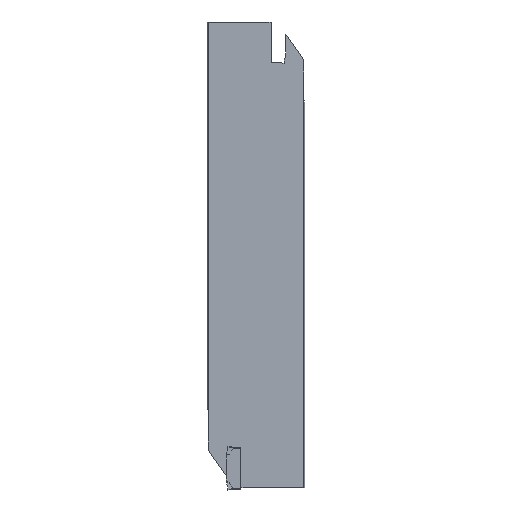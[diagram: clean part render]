
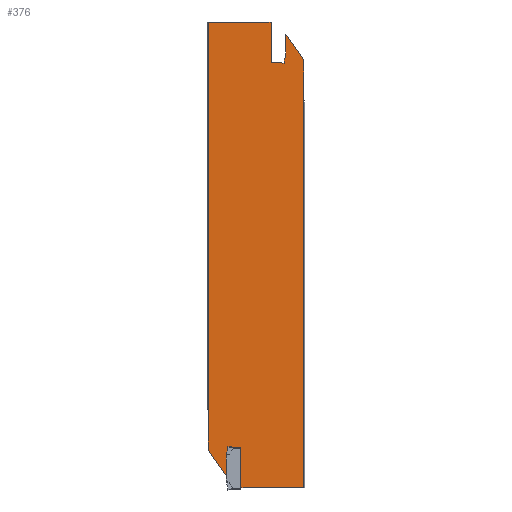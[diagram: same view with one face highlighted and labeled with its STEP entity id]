
A CAD part, left-side view. The second image highlights one B-rep face of the part: STEP entity #376.
In plain terms, the highlighted planar face has unit normal (-1, 0, 0).
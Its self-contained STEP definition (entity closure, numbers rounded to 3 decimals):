
#321=CIRCLE('',#1823,0.5);
#322=CIRCLE('',#1824,13.);
#323=CIRCLE('',#1825,0.5);
#324=CIRCLE('',#1826,13.);
#376=ADVANCED_FACE('',(#504),#432,.F.);
#432=PLANE('',#1827);
#504=FACE_OUTER_BOUND('',#582,.T.);
#582=EDGE_LOOP('',(#919,#920,#921,#922,#923,#924,#925,#926,#927,#928,#929,
#930,#931,#932,#933,#934,#935,#936,#937,#938,#939,#940,#941,#942,#943,#944));
#919=ORIENTED_EDGE('',*,*,#1371,.F.);
#920=ORIENTED_EDGE('',*,*,#1372,.T.);
#921=ORIENTED_EDGE('',*,*,#1373,.T.);
#922=ORIENTED_EDGE('',*,*,#1374,.T.);
#923=ORIENTED_EDGE('',*,*,#1375,.T.);
#924=ORIENTED_EDGE('',*,*,#1376,.T.);
#925=ORIENTED_EDGE('',*,*,#1377,.T.);
#926=ORIENTED_EDGE('',*,*,#1378,.T.);
#927=ORIENTED_EDGE('',*,*,#1379,.T.);
#928=ORIENTED_EDGE('',*,*,#1370,.F.);
#929=ORIENTED_EDGE('',*,*,#1380,.T.);
#930=ORIENTED_EDGE('',*,*,#1381,.F.);
#931=ORIENTED_EDGE('',*,*,#1382,.F.);
#932=ORIENTED_EDGE('',*,*,#1383,.T.);
#933=ORIENTED_EDGE('',*,*,#1384,.T.);
#934=ORIENTED_EDGE('',*,*,#1385,.T.);
#935=ORIENTED_EDGE('',*,*,#1386,.T.);
#936=ORIENTED_EDGE('',*,*,#1387,.T.);
#937=ORIENTED_EDGE('',*,*,#1388,.T.);
#938=ORIENTED_EDGE('',*,*,#1389,.T.);
#939=ORIENTED_EDGE('',*,*,#1390,.T.);
#940=ORIENTED_EDGE('',*,*,#1391,.T.);
#941=ORIENTED_EDGE('',*,*,#1392,.F.);
#942=ORIENTED_EDGE('',*,*,#1393,.F.);
#943=ORIENTED_EDGE('',*,*,#1394,.F.);
#944=ORIENTED_EDGE('',*,*,#1395,.F.);
#1184=VERTEX_POINT('',#2839);
#1186=VERTEX_POINT('',#2843);
#1187=VERTEX_POINT('',#2847);
#1188=VERTEX_POINT('',#2848);
#1189=VERTEX_POINT('',#2850);
#1190=VERTEX_POINT('',#2852);
#1191=VERTEX_POINT('',#2854);
#1192=VERTEX_POINT('',#2856);
#1193=VERTEX_POINT('',#2858);
#1194=VERTEX_POINT('',#2860);
#1195=VERTEX_POINT('',#2862);
#1196=VERTEX_POINT('',#2865);
#1197=VERTEX_POINT('',#2867);
#1198=VERTEX_POINT('',#2869);
#1199=VERTEX_POINT('',#2871);
#1200=VERTEX_POINT('',#2873);
#1201=VERTEX_POINT('',#2875);
#1202=VERTEX_POINT('',#2877);
#1203=VERTEX_POINT('',#2879);
#1204=VERTEX_POINT('',#2881);
#1205=VERTEX_POINT('',#2883);
#1206=VERTEX_POINT('',#2885);
#1207=VERTEX_POINT('',#2887);
#1208=VERTEX_POINT('',#2889);
#1209=VERTEX_POINT('',#2891);
#1210=VERTEX_POINT('',#2893);
#1370=EDGE_CURVE('',#1186,#1184,#1542,.T.);
#1371=EDGE_CURVE('',#1187,#1188,#1543,.T.);
#1372=EDGE_CURVE('',#1187,#1189,#1544,.T.);
#1373=EDGE_CURVE('',#1189,#1190,#321,.T.);
#1374=EDGE_CURVE('',#1190,#1191,#1545,.T.);
#1375=EDGE_CURVE('',#1191,#1192,#1546,.T.);
#1376=EDGE_CURVE('',#1192,#1193,#1547,.T.);
#1377=EDGE_CURVE('',#1193,#1194,#1548,.T.);
#1378=EDGE_CURVE('',#1194,#1195,#1549,.T.);
#1379=EDGE_CURVE('',#1195,#1184,#1550,.T.);
#1380=EDGE_CURVE('',#1186,#1196,#1551,.T.);
#1381=EDGE_CURVE('',#1197,#1196,#322,.T.);
#1382=EDGE_CURVE('',#1198,#1197,#1552,.T.);
#1383=EDGE_CURVE('',#1198,#1199,#1553,.T.);
#1384=EDGE_CURVE('',#1199,#1200,#1554,.T.);
#1385=EDGE_CURVE('',#1200,#1201,#323,.T.);
#1386=EDGE_CURVE('',#1201,#1202,#1555,.T.);
#1387=EDGE_CURVE('',#1202,#1203,#1556,.T.);
#1388=EDGE_CURVE('',#1203,#1204,#1557,.T.);
#1389=EDGE_CURVE('',#1204,#1205,#1558,.T.);
#1390=EDGE_CURVE('',#1205,#1206,#1559,.T.);
#1391=EDGE_CURVE('',#1206,#1207,#1560,.T.);
#1392=EDGE_CURVE('',#1208,#1207,#1561,.T.);
#1393=EDGE_CURVE('',#1209,#1208,#1562,.T.);
#1394=EDGE_CURVE('',#1210,#1209,#324,.T.);
#1395=EDGE_CURVE('',#1188,#1210,#1563,.T.);
#1542=LINE('',#2844,#1714);
#1543=LINE('',#2846,#1715);
#1544=LINE('',#2849,#1716);
#1545=LINE('',#2853,#1717);
#1546=LINE('',#2855,#1718);
#1547=LINE('',#2857,#1719);
#1548=LINE('',#2859,#1720);
#1549=LINE('',#2861,#1721);
#1550=LINE('',#2863,#1722);
#1551=LINE('',#2864,#1723);
#1552=LINE('',#2868,#1724);
#1553=LINE('',#2870,#1725);
#1554=LINE('',#2872,#1726);
#1555=LINE('',#2876,#1727);
#1556=LINE('',#2878,#1728);
#1557=LINE('',#2880,#1729);
#1558=LINE('',#2882,#1730);
#1559=LINE('',#2884,#1731);
#1560=LINE('',#2886,#1732);
#1561=LINE('',#2888,#1733);
#1562=LINE('',#2890,#1734);
#1563=LINE('',#2894,#1735);
#1714=VECTOR('',#2035,1.);
#1715=VECTOR('',#2038,1.);
#1716=VECTOR('',#2039,1.);
#1717=VECTOR('',#2042,1.);
#1718=VECTOR('',#2043,1.);
#1719=VECTOR('',#2044,1.);
#1720=VECTOR('',#2045,1.);
#1721=VECTOR('',#2046,1.);
#1722=VECTOR('',#2047,1.);
#1723=VECTOR('',#2048,1.);
#1724=VECTOR('',#2051,1.);
#1725=VECTOR('',#2052,1.);
#1726=VECTOR('',#2053,1.);
#1727=VECTOR('',#2056,1.);
#1728=VECTOR('',#2057,1.);
#1729=VECTOR('',#2058,1.);
#1730=VECTOR('',#2059,1.);
#1731=VECTOR('',#2060,1.);
#1732=VECTOR('',#2061,1.);
#1733=VECTOR('',#2062,1.);
#1734=VECTOR('',#2063,1.);
#1735=VECTOR('',#2066,1.);
#1823=AXIS2_PLACEMENT_3D('',#2851,#2040,#2041);
#1824=AXIS2_PLACEMENT_3D('',#2866,#2049,#2050);
#1825=AXIS2_PLACEMENT_3D('',#2874,#2054,#2055);
#1826=AXIS2_PLACEMENT_3D('',#2892,#2064,#2065);
#1827=AXIS2_PLACEMENT_3D('',#2895,#2067,#2068);
#2035=DIRECTION('',(0.,-1.,0.));
#2038=DIRECTION('',(0.,-0.574,-0.819));
#2039=DIRECTION('',(0.,0.,-1.));
#2040=DIRECTION('',(1.,0.,0.));
#2041=DIRECTION('',(0.,1.,0.));
#2042=DIRECTION('',(0.,0.086,-0.996));
#2043=DIRECTION('',(0.,0.707,-0.707));
#2044=DIRECTION('',(0.,0.,-1.));
#2045=DIRECTION('',(0.,0.993,0.122));
#2046=DIRECTION('',(0.,1.,0.));
#2047=DIRECTION('',(0.,0.,1.));
#2048=DIRECTION('',(0.,0.,-1.));
#2049=DIRECTION('',(-1.,0.,0.));
#2050=DIRECTION('',(0.,1.,0.));
#2051=DIRECTION('',(0.,0.,1.));
#2052=DIRECTION('',(0.,-0.574,-0.819));
#2053=DIRECTION('',(0.,0.,1.));
#2054=DIRECTION('',(1.,0.,0.));
#2055=DIRECTION('',(0.,1.,0.));
#2056=DIRECTION('',(0.,-0.086,0.996));
#2057=DIRECTION('',(0.,-0.707,0.707));
#2058=DIRECTION('',(0.,0.,1.));
#2059=DIRECTION('',(0.,-0.993,-0.122));
#2060=DIRECTION('',(0.,-1.,0.));
#2061=DIRECTION('',(0.,0.,-1.));
#2062=DIRECTION('',(0.,1.,0.));
#2063=DIRECTION('',(0.,0.,-1.));
#2064=DIRECTION('',(-1.,0.,0.));
#2065=DIRECTION('',(0.,1.,0.));
#2066=DIRECTION('',(0.,0.,-1.));
#2067=DIRECTION('',(1.,0.,0.));
#2068=DIRECTION('',(0.,1.,0.));
#2839=CARTESIAN_POINT('',(-2.,11.105,0.));
#2843=CARTESIAN_POINT('',(-2.,31.364,0.));
#2844=CARTESIAN_POINT('',(-2.,31.364,0.));
#2846=CARTESIAN_POINT('',(-2.,16.734,10.944));
#2847=CARTESIAN_POINT('',(-2.,6.295,-3.964));
#2848=CARTESIAN_POINT('',(-2.,0.568,-12.143));
#2849=CARTESIAN_POINT('',(-2.,6.295,0.7));
#2850=CARTESIAN_POINT('',(-2.,6.295,-9.23));
#2851=CARTESIAN_POINT('',(-2.,6.795,-9.23));
#2852=CARTESIAN_POINT('',(-2.,6.297,-9.273));
#2853=CARTESIAN_POINT('',(-2.,5.627,-1.525));
#2854=CARTESIAN_POINT('',(-2.,6.487,-11.472));
#2855=CARTESIAN_POINT('',(-2.,12.84,-17.824));
#2856=CARTESIAN_POINT('',(-2.,6.9,-11.885));
#2857=CARTESIAN_POINT('',(-2.,6.9,0.7));
#2858=CARTESIAN_POINT('',(-2.,6.9,-13.3));
#2859=CARTESIAN_POINT('',(-2.,32.694,-10.133));
#2860=CARTESIAN_POINT('',(-2.,9.343,-13.));
#2861=CARTESIAN_POINT('',(-2.,31.364,-13.));
#2862=CARTESIAN_POINT('',(-2.,11.105,-13.));
#2863=CARTESIAN_POINT('',(-2.,11.105,0.7));
#2864=CARTESIAN_POINT('',(-2.,31.364,0.7));
#2865=CARTESIAN_POINT('',(-2.,31.364,-126.288));
#2866=CARTESIAN_POINT('',(-2.,44.332,-127.2));
#2867=CARTESIAN_POINT('',(-2.,31.332,-127.2));
#2868=CARTESIAN_POINT('',(-2.,31.332,0.7));
#2869=CARTESIAN_POINT('',(-2.,31.332,-138.057));
#2870=CARTESIAN_POINT('',(-2.,96.537,-44.935));
#2871=CARTESIAN_POINT('',(-2.,25.605,-146.236));
#2872=CARTESIAN_POINT('',(-2.,25.605,0.7));
#2873=CARTESIAN_POINT('',(-2.,25.605,-140.97));
#2874=CARTESIAN_POINT('',(-2.,25.105,-140.97));
#2875=CARTESIAN_POINT('',(-2.,25.603,-140.927));
#2876=CARTESIAN_POINT('',(-2.,13.492,-0.845));
#2877=CARTESIAN_POINT('',(-2.,25.413,-138.728));
#2878=CARTESIAN_POINT('',(-2.,-41.326,-71.99));
#2879=CARTESIAN_POINT('',(-2.,25.,-138.315));
#2880=CARTESIAN_POINT('',(-2.,25.,0.7));
#2881=CARTESIAN_POINT('',(-2.,25.,-136.9));
#2882=CARTESIAN_POINT('',(-2.,47.914,-134.087));
#2883=CARTESIAN_POINT('',(-2.,22.557,-137.2));
#2884=CARTESIAN_POINT('',(-2.,31.364,-137.2));
#2885=CARTESIAN_POINT('',(-2.,20.795,-137.2));
#2886=CARTESIAN_POINT('',(-2.,20.795,0.7));
#2887=CARTESIAN_POINT('',(-2.,20.795,-150.2));
#2888=CARTESIAN_POINT('',(-2.,31.364,-150.2));
#2889=CARTESIAN_POINT('',(-2.,0.536,-150.2));
#2890=CARTESIAN_POINT('',(-2.,0.536,0.7));
#2891=CARTESIAN_POINT('',(-2.,0.536,-24.012));
#2892=CARTESIAN_POINT('',(-2.,-12.432,-23.1));
#2893=CARTESIAN_POINT('',(-2.,0.568,-23.1));
#2894=CARTESIAN_POINT('',(-2.,0.568,0.7));
#2895=CARTESIAN_POINT('',(-2.,31.364,0.7));
